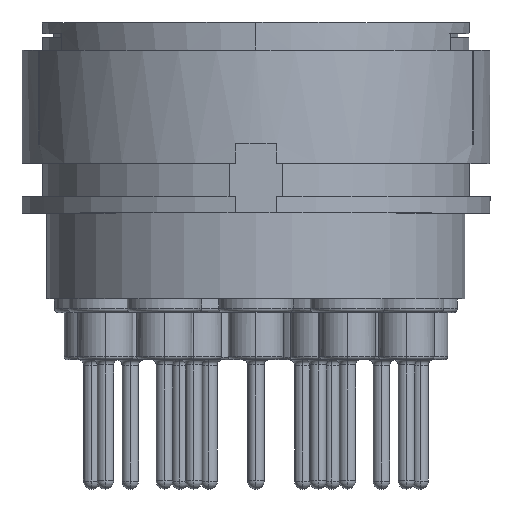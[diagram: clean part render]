
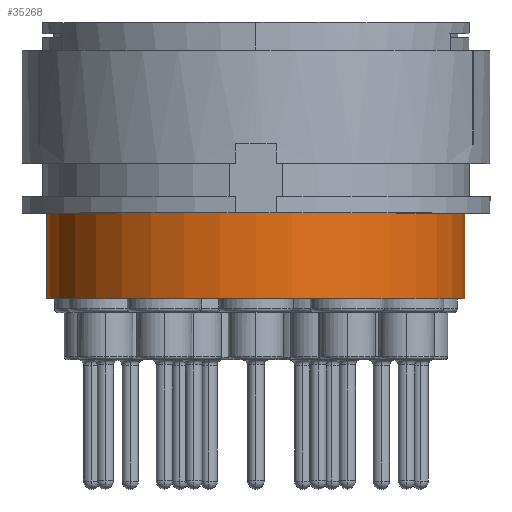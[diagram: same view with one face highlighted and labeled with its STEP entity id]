
A CAD part, top view. The second image highlights one B-rep face of the part: STEP entity #35268.
In plain terms, the highlighted cylindrical face has radius 7.575 mm (diameter 15.15 mm), a partial arc.
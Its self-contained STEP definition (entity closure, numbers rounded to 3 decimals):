
#3542=CARTESIAN_POINT('',(0.,-10.,0.));
#3543=DIRECTION('',(0.,1.,0.));
#3544=DIRECTION('',(-1.,0.,0.));
#3545=AXIS2_PLACEMENT_3D('',#3542,#3543,#3544);
#5274=DIRECTION('',(0.,1.,0.));
#5275=VECTOR('',#5274,3.1);
#5276=CARTESIAN_POINT('',(7.575,-10.,0.));
#5277=LINE('',#5276,#5275);
#5278=DIRECTION('',(0.,1.,0.));
#5279=VECTOR('',#5278,3.1);
#5280=CARTESIAN_POINT('',(-7.575,-10.,0.));
#5281=LINE('',#5280,#5279);
#5354=CARTESIAN_POINT('',(0.,-6.9,0.));
#5355=DIRECTION('',(0.,-1.,0.));
#5356=DIRECTION('',(1.,0.,0.));
#5357=AXIS2_PLACEMENT_3D('',#5354,#5355,#5356);
#27112=CARTESIAN_POINT('',(7.575,-6.9,0.));
#27113=CARTESIAN_POINT('',(-7.575,-6.9,0.));
#27114=VERTEX_POINT('',#27112);
#27115=VERTEX_POINT('',#27113);
#27116=CARTESIAN_POINT('',(-7.575,-10.,0.));
#27117=CARTESIAN_POINT('',(7.575,-10.,0.));
#27118=VERTEX_POINT('',#27116);
#27119=VERTEX_POINT('',#27117);
#35254=CARTESIAN_POINT('',(0.,-10.,0.));
#35255=DIRECTION('',(0.,1.,0.));
#35256=DIRECTION('',(1.,0.,0.));
#35257=AXIS2_PLACEMENT_3D('',#35254,#35255,#35256);
#35258=CYLINDRICAL_SURFACE('',#35257,7.575);
#35259=ORIENTED_EDGE('',*,*,#34423,.F.);
#35261=ORIENTED_EDGE('',*,*,#35260,.T.);
#35263=ORIENTED_EDGE('',*,*,#35262,.F.);
#35265=ORIENTED_EDGE('',*,*,#35264,.F.);
#35266=EDGE_LOOP('',(#35259,#35261,#35263,#35265));
#35267=FACE_OUTER_BOUND('',#35266,.F.);
#3546=CIRCLE('',#3545,7.575);
#5358=CIRCLE('',#5357,7.575);
#34423=EDGE_CURVE('',#27118,#27119,#3546,.T.);
#35260=EDGE_CURVE('',#27118,#27115,#5281,.T.);
#35262=EDGE_CURVE('',#27114,#27115,#5358,.T.);
#35264=EDGE_CURVE('',#27119,#27114,#5277,.T.);
#35268=ADVANCED_FACE('',(#35267),#35258,.T.);
